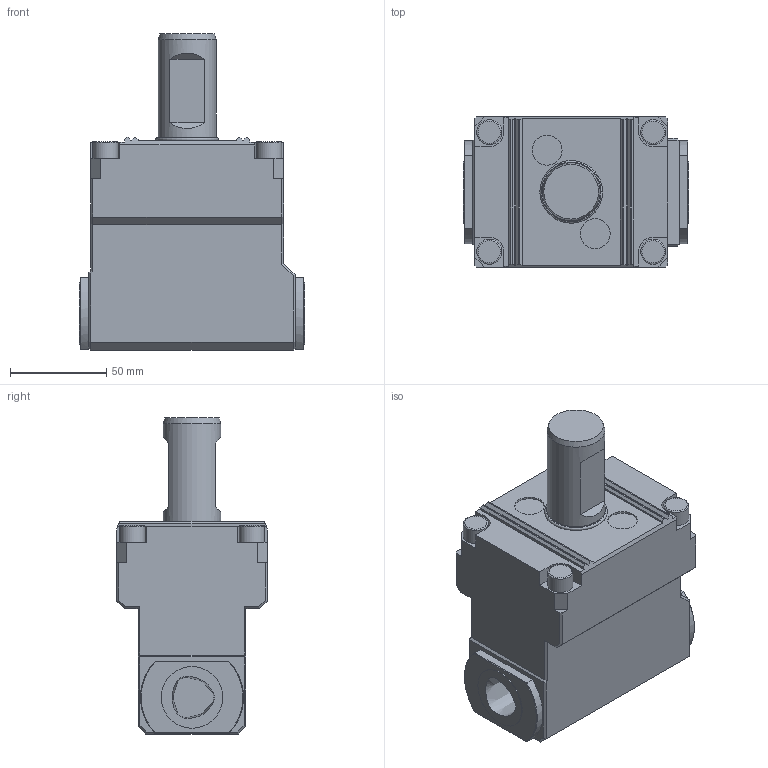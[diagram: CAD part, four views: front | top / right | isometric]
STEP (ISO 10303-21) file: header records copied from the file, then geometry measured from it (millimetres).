
FILE_DESCRIPTION(/* description */ (''),/* implementation_level */ '2;1');
FILE_NAME(/* name */ '1617964187387.stp',/* time_stamp */ '2021-04-09T12:29:52+02:00',/* author */ (''),/* organization */ ('SMS'),/* preprocessor_version */ 'ST-DEVELOPER v16.7',/* originating_system */ 'SIEMENS PLM Software NX 12.0',/* authorisation */ '');
FILE_SCHEMA (('AUTOMOTIVE_DESIGN { 1 0 10303 214 3 1 1 1 }'));
Length unit declared in the file: millimetre
Products named in the file (1): 203469368mod000_00
Bounding box: 117 x 78 x 164 mm (x, y, z)
Volume: 751827.6 mm3; surface area: 62225 mm2
Topology: 1 solids, 1 shells, 154 faces, 393 edges, 260 vertices
Faces by surface type: plane 120, cylinder 21, cone 6, torus 5, bspline 2
Full cylindrical faces by diameter (mm): 2 x2, 13 x4, 15.5 x2, 30 x1, 32 x2
Entity records: 4883 total; most frequent: CARTESIAN_POINT 1248, ORIENTED_EDGE 724, DIRECTION 702, EDGE_CURVE 362, LINE 268, VECTOR 268, VERTEX_POINT 246, AXIS2_PLACEMENT_3D 217
